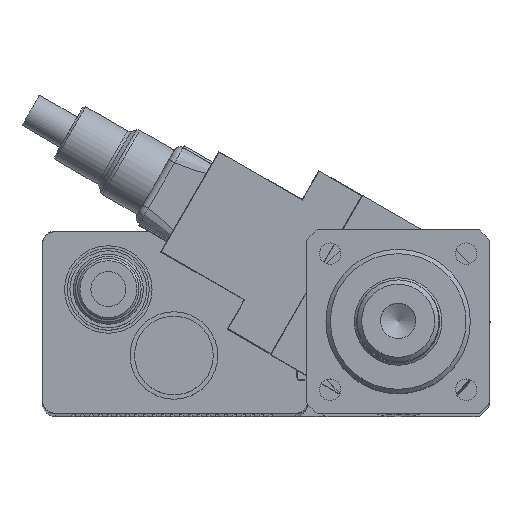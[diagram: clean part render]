
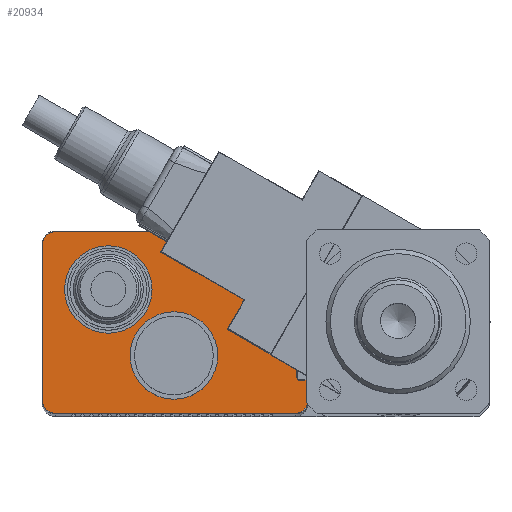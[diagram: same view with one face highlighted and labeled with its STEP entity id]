
A CAD part, top view. The second image highlights one B-rep face of the part: STEP entity #20934.
In plain terms, the highlighted planar face has unit normal (0, 0, 1).
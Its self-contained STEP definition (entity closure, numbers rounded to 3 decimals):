
#2478=CARTESIAN_POINT('',(-41.267,-7.55,336.));
#2479=VERTEX_POINT('',#2478);
#2480=CARTESIAN_POINT('',(-51.267,-7.55,336.));
#2481=DIRECTION('',(0.0,0.0,-1.0));
#2482=DIRECTION('',(-1.0,0.0,0.0));
#2483=AXIS2_PLACEMENT_3D('',#2480,#2481,#2482);
#2484=CIRCLE('',#2483,10.0);
#2485=EDGE_CURVE('',#2479,#2479,#2484,.T.);
#2518=CARTESIAN_POINT('',(-56.267,7.55,336.));
#2519=VERTEX_POINT('',#2518);
#2520=CARTESIAN_POINT('',(-66.267,7.55,336.));
#2521=DIRECTION('',(0.0,0.0,-1.0));
#2522=DIRECTION('',(-1.0,0.0,0.0));
#2523=AXIS2_PLACEMENT_3D('',#2520,#2521,#2522);
#2524=CIRCLE('',#2523,10.0);
#2525=EDGE_CURVE('',#2519,#2519,#2524,.T.);
#20420=CARTESIAN_POINT('',(-23.567,20.8,336.));
#20421=VERTEX_POINT('',#20420);
#20422=CARTESIAN_POINT('',(-20.667,17.9,336.));
#20423=VERTEX_POINT('',#20422);
#20424=CARTESIAN_POINT('',(-23.567,17.9,336.0));
#20425=DIRECTION('',(0.0,0.0,-1.0));
#20426=DIRECTION('',(1.0,0.0,0.0));
#20427=AXIS2_PLACEMENT_3D('',#20424,#20425,#20426);
#20428=CIRCLE('',#20427,2.9);
#20429=EDGE_CURVE('',#20421,#20423,#20428,.T.);
#20452=CARTESIAN_POINT('',(-20.667,13.6,336.));
#20453=VERTEX_POINT('',#20452);
#20454=CARTESIAN_POINT('',(-20.667,17.9,336.));
#20455=DIRECTION('',(0.0,-1.0,0.0));
#20456=VECTOR('',#20455,4.3);
#20457=LINE('',#20454,#20456);
#20458=EDGE_CURVE('',#20423,#20453,#20457,.T.);
#20476=CARTESIAN_POINT('',(-21.067,13.2,336.));
#20477=VERTEX_POINT('',#20476);
#20478=CARTESIAN_POINT('',(-21.067,13.6,336.0));
#20479=DIRECTION('',(0.0,0.0,-1.0));
#20480=DIRECTION('',(0.0,-1.0,0.0));
#20481=AXIS2_PLACEMENT_3D('',#20478,#20479,#20480);
#20482=CIRCLE('',#20481,0.4);
#20483=EDGE_CURVE('',#20453,#20477,#20482,.T.);
#20501=CARTESIAN_POINT('',(-22.567,13.2,336.));
#20502=VERTEX_POINT('',#20501);
#20503=CARTESIAN_POINT('',(-21.067,13.2,336.));
#20504=DIRECTION('',(-1.0,0.0,0.0));
#20505=VECTOR('',#20504,1.5);
#20506=LINE('',#20503,#20505);
#20507=EDGE_CURVE('',#20477,#20502,#20506,.T.);
#20525=CARTESIAN_POINT('',(-23.167,12.6,336.));
#20526=VERTEX_POINT('',#20525);
#20527=CARTESIAN_POINT('',(-22.567,12.6,336.0));
#20528=DIRECTION('',(0.0,0.0,1.0));
#20529=DIRECTION('',(0.0,-1.0,0.0));
#20530=AXIS2_PLACEMENT_3D('',#20527,#20528,#20529);
#20531=CIRCLE('',#20530,0.6);
#20532=EDGE_CURVE('',#20502,#20526,#20531,.T.);
#20550=CARTESIAN_POINT('',(-23.167,-12.6,336.));
#20551=VERTEX_POINT('',#20550);
#20552=CARTESIAN_POINT('',(-23.167,12.6,336.));
#20553=DIRECTION('',(0.0,-1.0,0.0));
#20554=VECTOR('',#20553,25.2);
#20555=LINE('',#20552,#20554);
#20556=EDGE_CURVE('',#20526,#20551,#20555,.T.);
#20574=CARTESIAN_POINT('',(-22.567,-13.2,336.));
#20575=VERTEX_POINT('',#20574);
#20576=CARTESIAN_POINT('',(-22.567,-12.6,336.0));
#20577=DIRECTION('',(0.0,0.0,1.0));
#20578=DIRECTION('',(1.0,0.0,0.0));
#20579=AXIS2_PLACEMENT_3D('',#20576,#20577,#20578);
#20580=CIRCLE('',#20579,0.6);
#20581=EDGE_CURVE('',#20551,#20575,#20580,.T.);
#20599=CARTESIAN_POINT('',(-21.067,-13.2,336.));
#20600=VERTEX_POINT('',#20599);
#20601=CARTESIAN_POINT('',(-22.567,-13.2,336.));
#20602=DIRECTION('',(1.0,0.0,0.0));
#20603=VECTOR('',#20602,1.5);
#20604=LINE('',#20601,#20603);
#20605=EDGE_CURVE('',#20575,#20600,#20604,.T.);
#20623=CARTESIAN_POINT('',(-20.667,-13.6,336.));
#20624=VERTEX_POINT('',#20623);
#20625=CARTESIAN_POINT('',(-21.067,-13.6,336.0));
#20626=DIRECTION('',(0.0,0.0,-1.0));
#20627=DIRECTION('',(1.0,0.0,0.0));
#20628=AXIS2_PLACEMENT_3D('',#20625,#20626,#20627);
#20629=CIRCLE('',#20628,0.4);
#20630=EDGE_CURVE('',#20600,#20624,#20629,.T.);
#20648=CARTESIAN_POINT('',(-20.667,-17.9,336.));
#20649=VERTEX_POINT('',#20648);
#20650=CARTESIAN_POINT('',(-20.667,-13.6,336.));
#20651=DIRECTION('',(0.0,-1.0,0.0));
#20652=VECTOR('',#20651,4.3);
#20653=LINE('',#20650,#20652);
#20654=EDGE_CURVE('',#20624,#20649,#20653,.T.);
#20672=CARTESIAN_POINT('',(-23.567,-20.8,336.));
#20673=VERTEX_POINT('',#20672);
#20674=CARTESIAN_POINT('',(-23.567,-17.9,336.0));
#20675=DIRECTION('',(0.0,0.0,-1.0));
#20676=DIRECTION('',(0.0,-1.0,0.0));
#20677=AXIS2_PLACEMENT_3D('',#20674,#20675,#20676);
#20678=CIRCLE('',#20677,2.9);
#20679=EDGE_CURVE('',#20649,#20673,#20678,.T.);
#20697=CARTESIAN_POINT('',(-78.367,-20.8,336.));
#20698=VERTEX_POINT('',#20697);
#20699=CARTESIAN_POINT('',(-23.567,-20.8,336.));
#20700=DIRECTION('',(-1.0,0.0,0.0));
#20701=VECTOR('',#20700,54.8);
#20702=LINE('',#20699,#20701);
#20703=EDGE_CURVE('',#20673,#20698,#20702,.T.);
#20770=CARTESIAN_POINT('',(-81.267,-17.9,336.));
#20771=VERTEX_POINT('',#20770);
#20772=CARTESIAN_POINT('',(-78.367,-17.9,336.0));
#20773=DIRECTION('',(0.0,0.0,-1.0));
#20774=DIRECTION('',(-1.0,0.0,0.0));
#20775=AXIS2_PLACEMENT_3D('',#20772,#20773,#20774);
#20776=CIRCLE('',#20775,2.9);
#20777=EDGE_CURVE('',#20698,#20771,#20776,.T.);
#20795=CARTESIAN_POINT('',(-81.267,17.9,336.));
#20796=VERTEX_POINT('',#20795);
#20797=CARTESIAN_POINT('',(-81.267,-17.9,336.));
#20798=DIRECTION('',(0.0,1.0,0.0));
#20799=VECTOR('',#20798,35.8);
#20800=LINE('',#20797,#20799);
#20801=EDGE_CURVE('',#20771,#20796,#20800,.T.);
#20819=CARTESIAN_POINT('',(-78.367,20.8,336.));
#20820=VERTEX_POINT('',#20819);
#20821=CARTESIAN_POINT('',(-78.367,17.9,336.0));
#20822=DIRECTION('',(0.0,0.0,-1.0));
#20823=DIRECTION('',(0.0,1.0,0.0));
#20824=AXIS2_PLACEMENT_3D('',#20821,#20822,#20823);
#20825=CIRCLE('',#20824,2.9);
#20826=EDGE_CURVE('',#20796,#20820,#20825,.T.);
#20844=CARTESIAN_POINT('',(-78.367,20.8,336.));
#20845=DIRECTION('',(1.0,0.0,0.0));
#20846=VECTOR('',#20845,54.8);
#20847=LINE('',#20844,#20846);
#20848=EDGE_CURVE('',#20820,#20421,#20847,.T.);
#20905=CARTESIAN_POINT('',(-50.699,0.,336.));
#20906=DIRECTION('',(0.0,0.0,1.0));
#20907=DIRECTION('',(1.0,0.0,0.0));
#20908=AXIS2_PLACEMENT_3D('',#20905,#20906,#20907);
#20909=PLANE('',#20908);
#20910=ORIENTED_EDGE('',*,*,#20429,.F.);
#20911=ORIENTED_EDGE('',*,*,#20848,.F.);
#20912=ORIENTED_EDGE('',*,*,#20826,.F.);
#20913=ORIENTED_EDGE('',*,*,#20801,.F.);
#20914=ORIENTED_EDGE('',*,*,#20777,.F.);
#20915=ORIENTED_EDGE('',*,*,#20703,.F.);
#20916=ORIENTED_EDGE('',*,*,#20679,.F.);
#20917=ORIENTED_EDGE('',*,*,#20654,.F.);
#20918=ORIENTED_EDGE('',*,*,#20630,.F.);
#20919=ORIENTED_EDGE('',*,*,#20605,.F.);
#20920=ORIENTED_EDGE('',*,*,#20581,.F.);
#20921=ORIENTED_EDGE('',*,*,#20556,.F.);
#20922=ORIENTED_EDGE('',*,*,#20532,.F.);
#20923=ORIENTED_EDGE('',*,*,#20507,.F.);
#20924=ORIENTED_EDGE('',*,*,#20483,.F.);
#20925=ORIENTED_EDGE('',*,*,#20458,.F.);
#20926=EDGE_LOOP('',(#20910,#20911,#20912,#20913,#20914,#20915,#20916,#20917,#20918,#20919,#20920,#20921,#20922,#20923,#20924,#20925));
#20927=FACE_OUTER_BOUND('',#20926,.T.);
#20928=ORIENTED_EDGE('',*,*,#2485,.T.);
#20929=EDGE_LOOP('',(#20928));
#20930=FACE_BOUND('',#20929,.T.);
#20931=ORIENTED_EDGE('',*,*,#2525,.T.);
#20932=EDGE_LOOP('',(#20931));
#20933=FACE_BOUND('',#20932,.T.);
#20934=ADVANCED_FACE('',(#20927,#20930,#20933),#20909,.T.);
